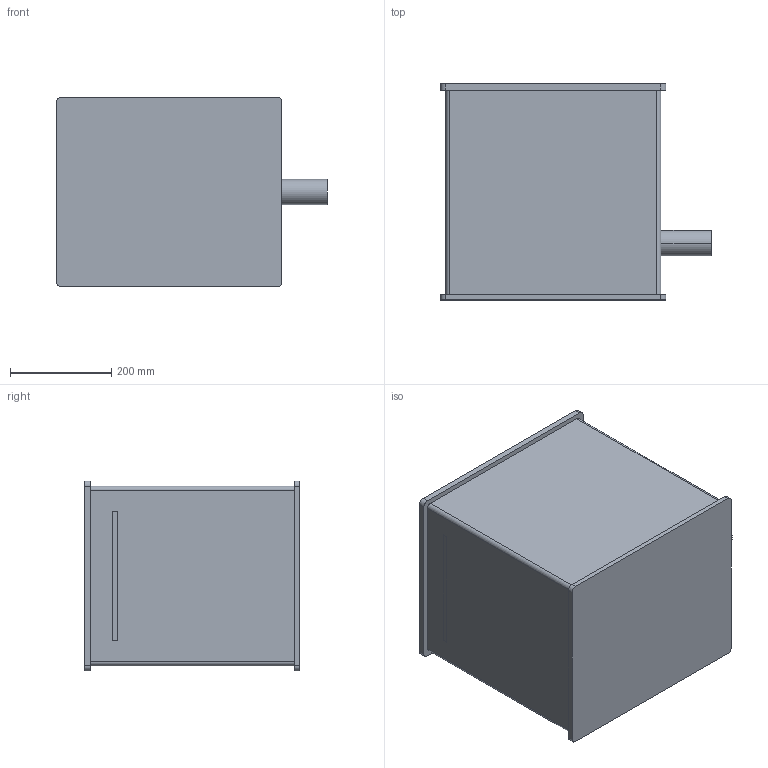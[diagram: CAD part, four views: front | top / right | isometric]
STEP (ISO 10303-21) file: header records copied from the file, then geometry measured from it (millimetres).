
FILE_DESCRIPTION (( 'STEP AP214' ), '1' );
FILE_NAME ('FlexiBox 55 3D-Modell TD-0029011.STEP', '2016-02-17T10:26:27', ( '' ), ( '' ), 'SwSTEP 2.0', 'SolidWorks 2011', '' );
FILE_SCHEMA (( 'AUTOMOTIVE_DESIGN' ));
Length unit declared in the file: millimetre
Products named in the file (1): FlexiBox 55 3D-Modell TD-0029011
Bounding box: 535 x 426 x 375 mm (x, y, z)
Volume: 9840386.5 mm3; surface area: 1928909.4 mm2
Topology: 2 solids, 2 shells, 55 faces, 141 edges, 94 vertices
Faces by surface type: plane 35, cylinder 20
Entity records: 1726 total; most frequent: DIRECTION 293, CARTESIAN_POINT 291, ORIENTED_EDGE 282, EDGE_CURVE 141, LINE 101, VECTOR 101, AXIS2_PLACEMENT_3D 96, VERTEX_POINT 94
